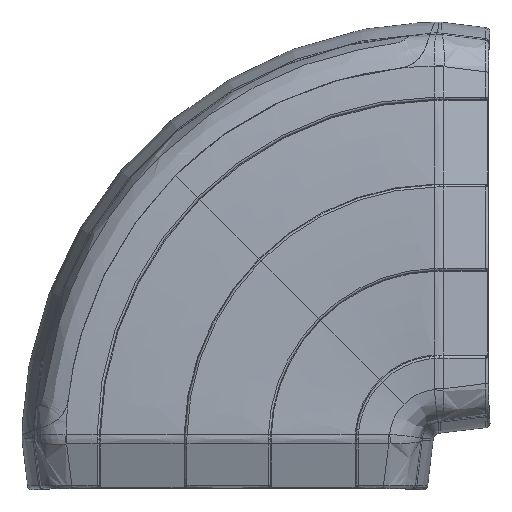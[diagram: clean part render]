
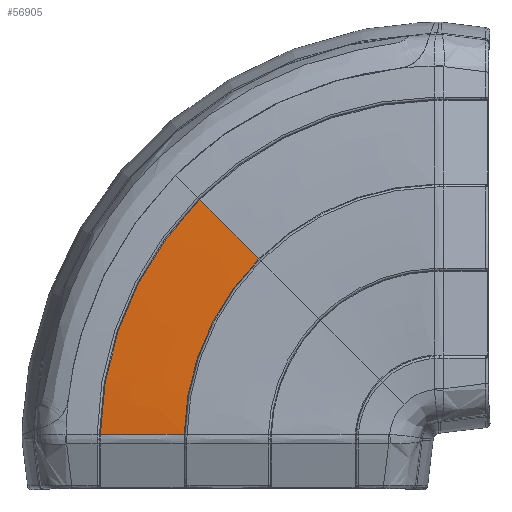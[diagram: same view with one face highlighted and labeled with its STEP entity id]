
A CAD part, left-side view. The second image highlights one B-rep face of the part: STEP entity #56905.
In plain terms, the highlighted toroidal (fillet/blend) face has major radius 48.083 mm and minor radius 286.042 mm.
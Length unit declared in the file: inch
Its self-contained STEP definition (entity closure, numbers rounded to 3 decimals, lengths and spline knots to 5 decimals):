
#738 = AXIS2_PLACEMENT_3D ( 'NONE', #38385, #64635, #33227 ) ;
#1143 = CARTESIAN_POINT ( 'NONE',  ( -1.27484, 0.63005, -2.92394 ) ) ;
#1615 = B_SPLINE_CURVE_WITH_KNOTS ( 'NONE', 3,
 ( #24774, #52231, #83562, #70726, #71992, #38464, #78397, #13195, #65563, #39311, #6757, #21287, #39741, #1143, #28573, #14030 ),
 .UNSPECIFIED., .F., .F.,
 ( 4, 2, 1, 1, 1, 1, 1, 1, 2, 2, 4 ),
 ( 0., 0.25, 0.375, 0.4375, 0.46875, 0.48437, 0.49219, 0.49609, 0.49805, 0.5, 1. ),
 .UNSPECIFIED. ) ;
#5610 = CIRCLE ( 'NONE', #72850, 2.28254 ) ;
#6757 = CARTESIAN_POINT ( 'NONE',  ( -1.26557, 0.76625, -2.92392 ) ) ;
#9924 = CARTESIAN_POINT ( 'NONE',  ( -1.23397, 1.1385, -2.92385 ) ) ;
#13195 = CARTESIAN_POINT ( 'NONE',  ( -1.26482, 0.77722, -2.92391 ) ) ;
#14030 = CARTESIAN_POINT ( 'NONE',  ( -1.28496, 0.38908, -2.924 ) ) ;
#16151 = AXIS2_PLACEMENT_3D ( 'NONE', #74568, #26945, #61287 ) ;
#19878 = CIRCLE ( 'NONE', #738, 3.03187 ) ;
#20923 = FACE_OUTER_BOUND ( 'NONE', #39929, .T. ) ;
#21287 = CARTESIAN_POINT ( 'NONE',  ( -1.26564, 0.76534, -2.92392 ) ) ;
#22743 = VERTEX_POINT ( 'NONE', #44465 ) ;
#24774 = CARTESIAN_POINT ( 'NONE',  ( -1.23397, 1.1385, -2.92385 ) ) ;
#24927 = DIRECTION ( 'NONE',  ( -0.999, 0.024, 0.024 ) ) ;
#26945 = DIRECTION ( 'NONE',  ( -1., 0., 0. ) ) ;
#28573 = CARTESIAN_POINT ( 'NONE',  ( -1.28095, 0.5049, -2.92397 ) ) ;
#29902 = VERTEX_POINT ( 'NONE', #9924 ) ;
#30719 = CIRCLE ( 'NONE', #54234, 11.26148 ) ;
#32621 = DIRECTION ( 'NONE',  ( 0., -0.707, 0.707 ) ) ;
#33227 = DIRECTION ( 'NONE',  ( 0., 0.707, 0.707 ) ) ;
#38385 = CARTESIAN_POINT ( 'NONE',  ( -1.23397, -1.89303, -2.96839 ) ) ;
#38464 = CARTESIAN_POINT ( 'NONE',  ( -1.26209, 0.81595, -2.92391 ) ) ;
#39311 = CARTESIAN_POINT ( 'NONE',  ( -1.26548, 0.76762, -2.92392 ) ) ;
#39741 = CARTESIAN_POINT ( 'NONE',  ( -1.26566, 0.76495, -2.92392 ) ) ;
#39929 = EDGE_LOOP ( 'NONE', ( #51049, #75934, #74850, #50007 ) ) ;
#40963 = CARTESIAN_POINT ( 'NONE',  ( -1.28496, -0.27903, -1.35439 ) ) ;
#44465 = CARTESIAN_POINT ( 'NONE',  ( -1.28496, 0.38908, -2.924 ) ) ;
#50007 = ORIENTED_EDGE ( 'NONE', *, *, #67972, .T. ) ;
#51049 = ORIENTED_EDGE ( 'NONE', *, *, #77264, .T. ) ;
#52231 = CARTESIAN_POINT ( 'NONE',  ( -1.2407, 1.07222, -2.92386 ) ) ;
#52643 = VERTEX_POINT ( 'NONE', #40963 ) ;
#53972 = VERTEX_POINT ( 'NONE', #63272 ) ;
#54234 = AXIS2_PLACEMENT_3D ( 'NONE', #59264, #32621, #24927 ) ;
#56905 = ADVANCED_FACE ( 'NONE', ( #20923 ), #57255, .T. ) ;
#57255 = TOROIDAL_SURFACE ( 'NONE', #16151, 1.89303, 11.26148 ) ;
#59264 = CARTESIAN_POINT ( 'NONE',  ( 9.96979, -0.55446, -1.62981 ) ) ;
#61287 = DIRECTION ( 'NONE',  ( 0., -1., 0. ) ) ;
#63272 = CARTESIAN_POINT ( 'NONE',  ( -1.23397, 0.25082, -0.82453 ) ) ;
#64635 = DIRECTION ( 'NONE',  ( -1., 0., 0. ) ) ;
#65563 = CARTESIAN_POINT ( 'NONE',  ( -1.26526, 0.77082, -2.92391 ) ) ;
#67016 = EDGE_CURVE ( 'NONE', #22743, #52643, #5610, .T. ) ;
#67972 = EDGE_CURVE ( 'NONE', #53972, #29902, #19878, .T. ) ;
#70421 = DIRECTION ( 'NONE',  ( 1., 0., 0. ) ) ;
#70726 = CARTESIAN_POINT ( 'NONE',  ( -1.25453, 0.91437, -2.92389 ) ) ;
#70779 = EDGE_CURVE ( 'NONE', #53972, #52643, #30719, .T. ) ;
#71264 = DIRECTION ( 'NONE',  ( 0., 0.707, 0.707 ) ) ;
#71992 = CARTESIAN_POINT ( 'NONE',  ( -1.25821, 0.86834, -2.9239 ) ) ;
#72850 = AXIS2_PLACEMENT_3D ( 'NONE', #76410, #70421, #71264 ) ;
#74568 = CARTESIAN_POINT ( 'NONE',  ( 9.96979, -1.89303, -2.96839 ) ) ;
#74850 = ORIENTED_EDGE ( 'NONE', *, *, #70779, .F. ) ;
#75934 = ORIENTED_EDGE ( 'NONE', *, *, #67016, .T. ) ;
#76410 = CARTESIAN_POINT ( 'NONE',  ( -1.28496, -1.89303, -2.96839 ) ) ;
#77264 = EDGE_CURVE ( 'NONE', #29902, #22743, #1615, .T. ) ;
#78397 = CARTESIAN_POINT ( 'NONE',  ( -1.26393, 0.79008, -2.92391 ) ) ;
#83562 = CARTESIAN_POINT ( 'NONE',  ( -1.24665, 1.0079, -2.92387 ) ) ;
